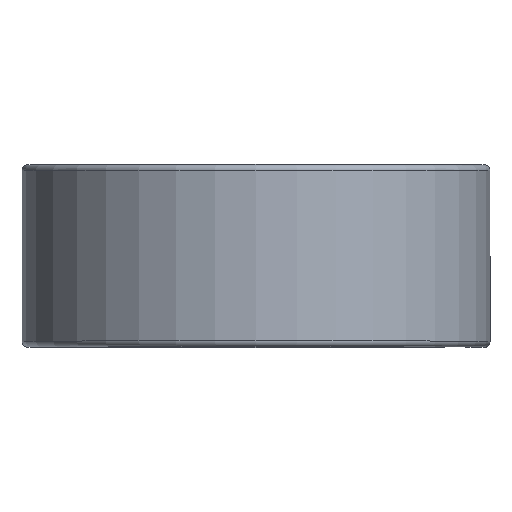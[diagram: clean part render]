
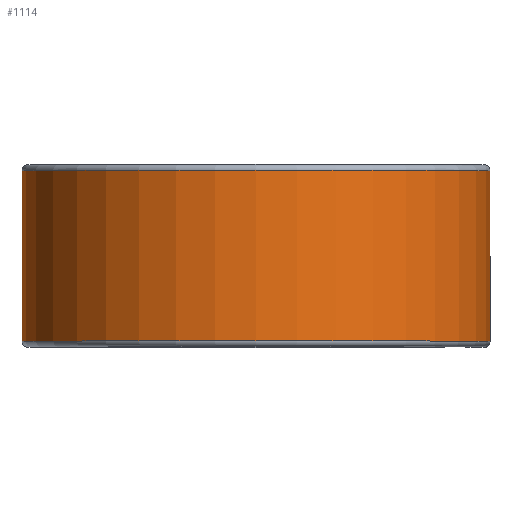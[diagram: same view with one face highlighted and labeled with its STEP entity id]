
A CAD part, top view. The second image highlights one B-rep face of the part: STEP entity #1114.
In plain terms, the highlighted cylindrical face has radius 30.582 mm (diameter 61.163 mm), a partial arc.
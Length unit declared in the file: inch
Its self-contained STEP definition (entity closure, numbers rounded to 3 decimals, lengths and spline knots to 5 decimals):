
#6 = EDGE_LOOP ( 'NONE', ( #15, #1523, #1460, #979 ) ) ;
#15 = ORIENTED_EDGE ( 'NONE', *, *, #1857, .T. ) ;
#26 = EDGE_CURVE ( 'NONE', #405, #2088, #344, .T. ) ;
#184 = CARTESIAN_POINT ( 'NONE',  ( 1.204, 0.43875, 0. ) ) ;
#271 = CARTESIAN_POINT ( 'NONE',  ( 0., 0.43875, -1.204 ) ) ;
#344 = CIRCLE ( 'NONE', #2114, 1.204 ) ;
#346 = EDGE_CURVE ( 'NONE', #2319, #548, #2463, .T. ) ;
#358 = CARTESIAN_POINT ( 'NONE',  ( 0., 0.43875, 0. ) ) ;
#405 = VERTEX_POINT ( 'NONE', #184 ) ;
#450 = VECTOR ( 'NONE', #1398, 39.37008 ) ;
#520 = VECTOR ( 'NONE', #2156, 39.37008 ) ;
#528 = CARTESIAN_POINT ( 'NONE',  ( 1.204, -0.43875, 0. ) ) ;
#548 = VERTEX_POINT ( 'NONE', #1319 ) ;
#583 = AXIS2_PLACEMENT_3D ( 'NONE', #943, #935, #926 ) ;
#606 = CYLINDRICAL_SURFACE ( 'NONE', #1243, 1.204 ) ;
#661 = CARTESIAN_POINT ( 'NONE',  ( 0., 0.4375, 0. ) ) ;
#926 = DIRECTION ( 'NONE',  ( 0., 0., -1. ) ) ;
#935 = DIRECTION ( 'NONE',  ( 0., -1., 0. ) ) ;
#943 = CARTESIAN_POINT ( 'NONE',  ( 0., -0.43875, 0. ) ) ;
#945 = LINE ( 'NONE', #271, #450 ) ;
#979 = ORIENTED_EDGE ( 'NONE', *, *, #346, .F. ) ;
#1046 = EDGE_CURVE ( 'NONE', #548, #2088, #945, .T. ) ;
#1114 = ADVANCED_FACE ( 'NONE', ( #2362 ), #606, .T. ) ;
#1230 = CARTESIAN_POINT ( 'NONE',  ( 1.204, 0.43875, 0. ) ) ;
#1243 = AXIS2_PLACEMENT_3D ( 'NONE', #661, #1609, #1806 ) ;
#1266 = DIRECTION ( 'NONE',  ( 0., 0., -1. ) ) ;
#1308 = DIRECTION ( 'NONE',  ( 0., -1., 0. ) ) ;
#1319 = CARTESIAN_POINT ( 'NONE',  ( 0., -0.43875, -1.204 ) ) ;
#1398 = DIRECTION ( 'NONE',  ( 0., 1., 0. ) ) ;
#1460 = ORIENTED_EDGE ( 'NONE', *, *, #1046, .F. ) ;
#1523 = ORIENTED_EDGE ( 'NONE', *, *, #26, .T. ) ;
#1609 = DIRECTION ( 'NONE',  ( 0., -1., 0. ) ) ;
#1703 = CARTESIAN_POINT ( 'NONE',  ( 0., 0.43875, -1.204 ) ) ;
#1806 = DIRECTION ( 'NONE',  ( 0., 0., -1. ) ) ;
#1857 = EDGE_CURVE ( 'NONE', #2319, #405, #2016, .T. ) ;
#2016 = LINE ( 'NONE', #1230, #520 ) ;
#2088 = VERTEX_POINT ( 'NONE', #1703 ) ;
#2114 = AXIS2_PLACEMENT_3D ( 'NONE', #358, #1308, #1266 ) ;
#2156 = DIRECTION ( 'NONE',  ( 0., 1., 0. ) ) ;
#2319 = VERTEX_POINT ( 'NONE', #528 ) ;
#2362 = FACE_OUTER_BOUND ( 'NONE', #6, .T. ) ;
#2463 = CIRCLE ( 'NONE', #583, 1.204 ) ;
